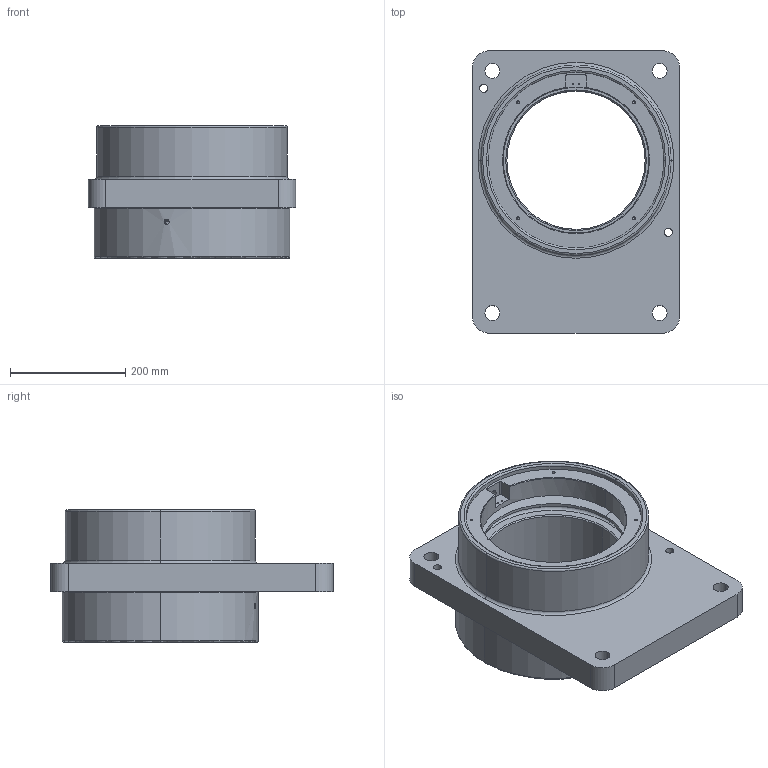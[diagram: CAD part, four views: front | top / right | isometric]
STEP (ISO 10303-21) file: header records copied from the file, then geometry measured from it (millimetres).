
FILE_DESCRIPTION (( 'STEP AP214' ), '1' );
FILE_NAME ('475CC4S02_曲軸合銅座.STEP', '2023-11-02T08:53:35', ( '' ), ( '' ), 'SwSTEP 2.0', 'SolidWorks 2020', '' );
FILE_SCHEMA (( 'AUTOMOTIVE_DESIGN' ));
Length unit declared in the file: millimetre
Products named in the file (1): 475CC4S02_曲軸合銅座
Bounding box: 360 x 490 x 230 mm (x, y, z)
Volume: 12785311.3 mm3; surface area: 785580.7 mm2
Topology: 1 solids, 1 shells, 180 faces, 437 edges, 256 vertices
Faces by surface type: cylinder 82, torus 39, cone 28, plane 24, sphere 7
Entity records: 5939 total; most frequent: CARTESIAN_POINT 1469, DIRECTION 957, ORIENTED_EDGE 846, EDGE_CURVE 423, AXIS2_PLACEMENT_3D 410, VERTEX_POINT 256, CIRCLE 229, EDGE_LOOP 211
